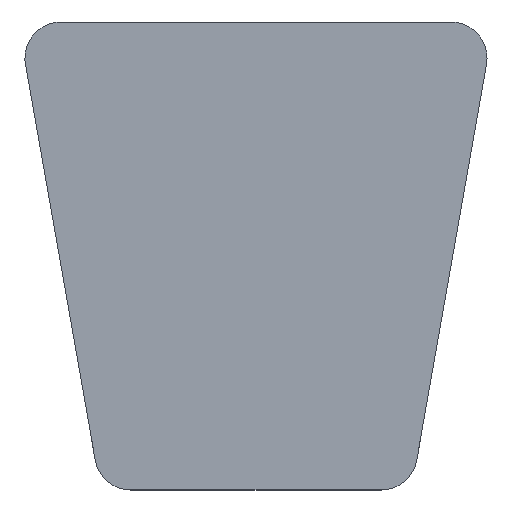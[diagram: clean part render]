
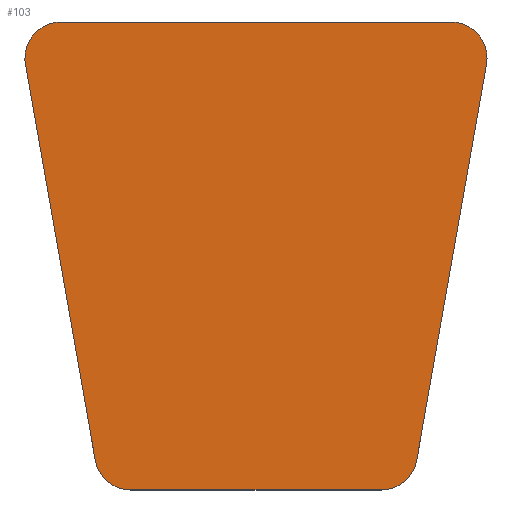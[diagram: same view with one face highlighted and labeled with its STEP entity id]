
A CAD part, top view. The second image highlights one B-rep face of the part: STEP entity #103.
In plain terms, the highlighted planar face has unit normal (0, 0, 1).
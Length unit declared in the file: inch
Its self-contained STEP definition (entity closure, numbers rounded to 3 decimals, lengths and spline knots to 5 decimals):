
#37 = CIRCLE ( 'NONE', #315, 1.35433 ) ;
#50 = VERTEX_POINT ( 'NONE', #2592 ) ;
#103 = ADVANCED_FACE ( 'NONE', ( #1482 ), #1673, .T. ) ;
#140 = ORIENTED_EDGE ( 'NONE', *, *, #1598, .T. ) ;
#148 = VECTOR ( 'NONE', #2096, 39.37008 ) ;
#154 = DIRECTION ( 'NONE',  ( 0.174, 0.985, 0. ) ) ;
#185 = EDGE_CURVE ( 'NONE', #2650, #798, #682, .T. ) ;
#189 = DIRECTION ( 'NONE',  ( 0.174, -0.985, 0. ) ) ;
#241 = ORIENTED_EDGE ( 'NONE', *, *, #1504, .T. ) ;
#264 = CARTESIAN_POINT ( 'NONE',  ( 32.29909, 34.64961, 0.375 ) ) ;
#291 = CARTESIAN_POINT ( 'NONE',  ( 41.63792, 34.64961, 0.375 ) ) ;
#308 = CARTESIAN_POINT ( 'NONE',  ( 29.69584, 52.12205, 0.375 ) ) ;
#315 = AXIS2_PLACEMENT_3D ( 'NONE', #2657, #2447, #920 ) ;
#373 = CARTESIAN_POINT ( 'NONE',  ( 30.96533, 35.76876, 0.375 ) ) ;
#386 = CARTESIAN_POINT ( 'NONE',  ( 44.24117, 52.12205, 0.375 ) ) ;
#396 = ORIENTED_EDGE ( 'NONE', *, *, #862, .T. ) ;
#459 = ORIENTED_EDGE ( 'NONE', *, *, #185, .T. ) ;
#521 = CIRCLE ( 'NONE', #1073, 1.35433 ) ;
#529 = DIRECTION ( 'NONE',  ( 0., 0., 1. ) ) ;
#540 = DIRECTION ( 'NONE',  ( 1., 0., 0. ) ) ;
#640 = EDGE_LOOP ( 'NONE', ( #1371, #396, #459, #1049, #241, #1784, #140, #2785, #2212 ) ) ;
#664 = VERTEX_POINT ( 'NONE', #1140 ) ;
#682 = CIRCLE ( 'NONE', #772, 1.35433 ) ;
#732 = VECTOR ( 'NONE', #154, 39.37008 ) ;
#758 = CARTESIAN_POINT ( 'NONE',  ( 41.63792, 36.00394, 0.375 ) ) ;
#772 = AXIS2_PLACEMENT_3D ( 'NONE', #758, #2281, #540 ) ;
#798 = VERTEX_POINT ( 'NONE', #2722 ) ;
#820 = DIRECTION ( 'NONE',  ( 1., 0., 0. ) ) ;
#862 = EDGE_CURVE ( 'NONE', #1675, #2650, #2390, .T. ) ;
#869 = VERTEX_POINT ( 'NONE', #373 ) ;
#920 = DIRECTION ( 'NONE',  ( 1., 0., 0. ) ) ;
#922 = EDGE_CURVE ( 'NONE', #664, #869, #1725, .T. ) ;
#950 = EDGE_CURVE ( 'NONE', #1173, #1396, #2747, .T. ) ;
#1049 = ORIENTED_EDGE ( 'NONE', *, *, #2492, .T. ) ;
#1073 = AXIS2_PLACEMENT_3D ( 'NONE', #2045, #529, #1826 ) ;
#1138 = DIRECTION ( 'NONE',  ( 1., 0., 0. ) ) ;
#1140 = CARTESIAN_POINT ( 'NONE',  ( 28.36208, 50.53254, 0.375 ) ) ;
#1144 = VECTOR ( 'NONE', #189, 39.37008 ) ;
#1170 = CIRCLE ( 'NONE', #2074, 1.35433 ) ;
#1173 = VERTEX_POINT ( 'NONE', #386 ) ;
#1307 = LINE ( 'NONE', #1436, #732 ) ;
#1354 = CARTESIAN_POINT ( 'NONE',  ( 29.69584, 50.76772, 0.375 ) ) ;
#1371 = ORIENTED_EDGE ( 'NONE', *, *, #2594, .T. ) ;
#1396 = VERTEX_POINT ( 'NONE', #308 ) ;
#1436 = CARTESIAN_POINT ( 'NONE',  ( 42.97167, 35.76876, 0.375 ) ) ;
#1443 = DIRECTION ( 'NONE',  ( 0., 0., 1. ) ) ;
#1471 = CARTESIAN_POINT ( 'NONE',  ( 29.69584, 52.12205, 0.375 ) ) ;
#1482 = FACE_OUTER_BOUND ( 'NONE', #640, .T. ) ;
#1504 = EDGE_CURVE ( 'NONE', #1892, #1173, #1170, .T. ) ;
#1598 = EDGE_CURVE ( 'NONE', #1396, #50, #2144, .T. ) ;
#1632 = CARTESIAN_POINT ( 'NONE',  ( 45.57493, 50.53254, 0.375 ) ) ;
#1673 = PLANE ( 'NONE',  #1986 ) ;
#1675 = VERTEX_POINT ( 'NONE', #264 ) ;
#1725 = LINE ( 'NONE', #2772, #1144 ) ;
#1784 = ORIENTED_EDGE ( 'NONE', *, *, #950, .T. ) ;
#1826 = DIRECTION ( 'NONE',  ( 1., 0., 0. ) ) ;
#1886 = CARTESIAN_POINT ( 'NONE',  ( 44.24117, 50.76772, 0.375 ) ) ;
#1892 = VERTEX_POINT ( 'NONE', #1632 ) ;
#1986 = AXIS2_PLACEMENT_3D ( 'NONE', #2577, #2336, #820 ) ;
#2045 = CARTESIAN_POINT ( 'NONE',  ( 32.29909, 36.00394, 0.375 ) ) ;
#2074 = AXIS2_PLACEMENT_3D ( 'NONE', #1886, #1443, #2731 ) ;
#2088 = EDGE_CURVE ( 'NONE', #50, #664, #37, .T. ) ;
#2096 = DIRECTION ( 'NONE',  ( 1., 0., 0. ) ) ;
#2144 = CIRCLE ( 'NONE', #2654, 1.35433 ) ;
#2212 = ORIENTED_EDGE ( 'NONE', *, *, #922, .T. ) ;
#2238 = VECTOR ( 'NONE', #2786, 39.37008 ) ;
#2281 = DIRECTION ( 'NONE',  ( 0., 0., 1. ) ) ;
#2336 = DIRECTION ( 'NONE',  ( 0., 0., 1. ) ) ;
#2390 = LINE ( 'NONE', #2753, #148 ) ;
#2447 = DIRECTION ( 'NONE',  ( 0., 0., 1. ) ) ;
#2492 = EDGE_CURVE ( 'NONE', #798, #1892, #1307, .T. ) ;
#2577 = CARTESIAN_POINT ( 'NONE',  ( 32.29909, 36.00394, 0.375 ) ) ;
#2592 = CARTESIAN_POINT ( 'NONE',  ( 28.34151, 50.76772, 0.375 ) ) ;
#2594 = EDGE_CURVE ( 'NONE', #869, #1675, #521, .T. ) ;
#2650 = VERTEX_POINT ( 'NONE', #291 ) ;
#2654 = AXIS2_PLACEMENT_3D ( 'NONE', #1354, #2661, #1138 ) ;
#2657 = CARTESIAN_POINT ( 'NONE',  ( 29.69584, 50.76772, 0.375 ) ) ;
#2661 = DIRECTION ( 'NONE',  ( 0., 0., 1. ) ) ;
#2722 = CARTESIAN_POINT ( 'NONE',  ( 42.97167, 35.76876, 0.375 ) ) ;
#2731 = DIRECTION ( 'NONE',  ( 1., 0., 0. ) ) ;
#2747 = LINE ( 'NONE', #1471, #2238 ) ;
#2753 = CARTESIAN_POINT ( 'NONE',  ( 41.63792, 34.64961, 0.375 ) ) ;
#2772 = CARTESIAN_POINT ( 'NONE',  ( 30.96533, 35.76876, 0.375 ) ) ;
#2785 = ORIENTED_EDGE ( 'NONE', *, *, #2088, .T. ) ;
#2786 = DIRECTION ( 'NONE',  ( -1., 0., 0. ) ) ;
